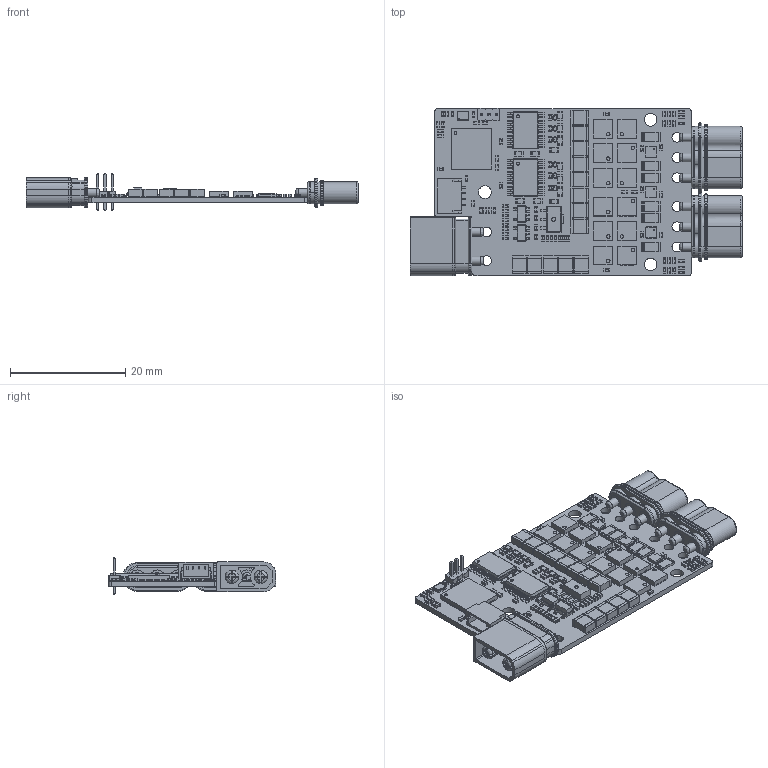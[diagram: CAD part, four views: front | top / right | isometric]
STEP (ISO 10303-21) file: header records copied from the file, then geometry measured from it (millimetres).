
FILE_DESCRIPTION(('KiCad electronic assembly'),'2;1');
FILE_NAME('ESC_Dual_10A.step','2022-04-26T13:17:47',('Pcbnew'),('Kicad') ,'Open CASCADE STEP processor 7.5','KiCad to STEP converter','Unknown' );
FILE_SCHEMA(('AUTOMOTIVE_DESIGN { 1 0 10303 214 1 1 1 1 }'));
Length unit declared in the file: millimetre
Products named in the file (38): ESC_Dual_10A 1; C_0402_1005Metric; SOLID; Amass_XT30UPB-M; COMPOUND; Capacitor_SMD_3225; D_SOD-923; R_0402_1005Metric; LED_0402_1005Metric; R_0603_1608Metric; R_1206_3216Metric; Crystal_SMD_4P_2016; PinHeader_1x03_P1.27mm_Vertical; VSON-8_3.3x3.3mm_P0.65mm_NexFET; Amass_MR30PB-FB; DFN-10_2x2mm_P0.4mm; SOT-89-3; SOT-23-5; TSSOP-20_4.4x6.5mm_P0.65mm; JST_SH_SM04B-SRSS-TB_1x04-1MP_P1.00mm_Horizontal; QFN-56-1EP_7x7mm_P0.4mm_EP5.6x5.6mm; ESC_Dual_10A PCB
Assembly tree (157 placements, depth 3):
  ESC_Dual_10A 1
    C_0402_1005Metric  x52
      SOLID
    Amass_XT30UPB-M
      COMPOUND
    Capacitor_SMD_3225  x13
      SOLID
    D_SOD-923  x6
      SOLID
    R_0402_1005Metric  x20
      SOLID
    LED_0402_1005Metric  x2
      SOLID
    R_0603_1608Metric  x12
      SOLID
    R_1206_3216Metric  x6
      SOLID
    Crystal_SMD_4P_2016
      COMPOUND
    PinHeader_1x03_P1.27mm_Vertical
      SOLID
    VSON-8_3.3x3.3mm_P0.65mm_NexFET  x12
      SOLID
    Amass_MR30PB-FB  x2
      COMPOUND
    DFN-10_2x2mm_P0.4mm  x3
      SOLID
    SOT-89-3
      SOLID
    SOT-23-5  x2
      SOLID
    TSSOP-20_4.4x6.5mm_P0.65mm  x2
      SOLID
    JST_SH_SM04B-SRSS-TB_1x04-1MP_P1.00mm_Horizontal
      SOLID
    QFN-56-1EP_7x7mm_P0.4mm_EP5.6x5.6mm
      SOLID
    ESC_Dual_10A PCB
Bounding box: 57.6 x 29.05 x 6.3 mm (x, y, z)
Volume: 2527.2 mm3; surface area: 7070.3 mm2
Topology: 151 solids, 151 shells, 6845 faces, 17739 edges, 11268 vertices
Faces by surface type: bspline 6818, cylinder 19, plane 8
Full cylindrical faces by diameter (mm): 0.65 x3, 1.7 x8, 2.2 x3
Entity records: 128034 total; most frequent: CARTESIAN_POINT 57272, B_SPLINE_CURVE_WITH_KNOTS 12347, ORIENTED_EDGE 9290, PCURVE 9290, DEFINITIONAL_REPRESENTATION 9290, EDGE_CURVE 4645, SURFACE_CURVE 4597, VERTEX_POINT 2969
